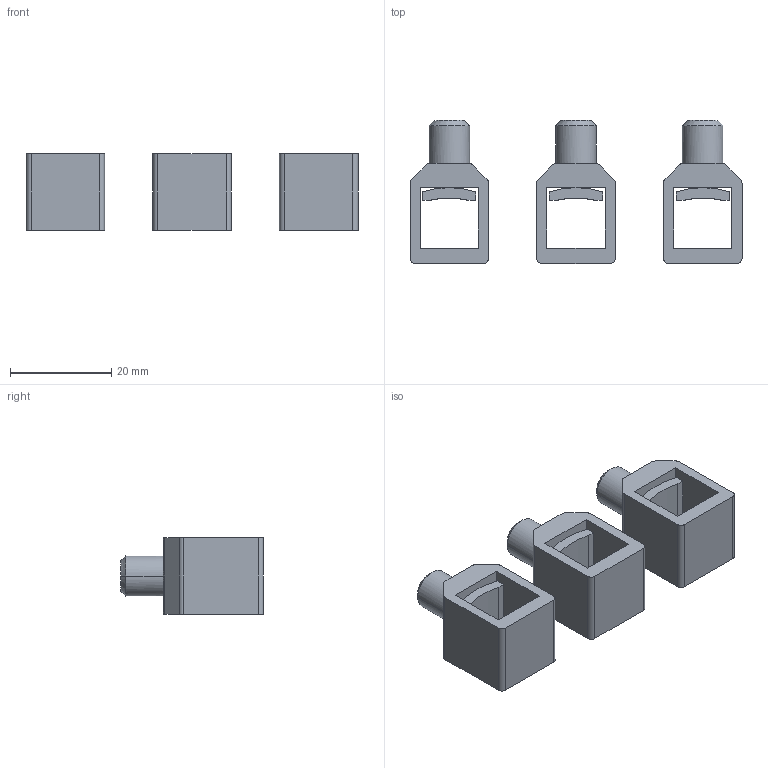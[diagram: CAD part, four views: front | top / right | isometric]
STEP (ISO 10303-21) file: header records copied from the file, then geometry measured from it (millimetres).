
FILE_DESCRIPTION(('CATIA V5 STEP Exchange'),'2;1');
FILE_NAME('1SDH001295R0046_1PA_001_00_XT1_3P_PLUG-IN_FCCuAl_SUP.stp','2014-11-11T15:19:40+00:00',('none'),('none'),'CATIA Version 5 Release 20 SP 1 (IN-10)','CATIA V5 STEP AP214','none');
FILE_SCHEMA(('AUTOMOTIVE_DESIGN { 1 0 10303 214 1 1 1 1 }'));
Length unit declared in the file: millimetre
Products named in the file (1): 1SDH001295R0046_1PA_001_00_XT1_3P_PLUG-IN_FCCuAl_SUP
Bounding box: 65.5 x 28.2 x 15 mm (x, y, z)
Volume: 8987.8 mm3; surface area: 7565.9 mm2
Topology: 6 solids, 6 shells, 96 faces, 246 edges, 162 vertices
Faces by surface type: plane 60, cylinder 30, cone 6
Entity records: 3447 total; most frequent: CARTESIAN_POINT 513, ORIENTED_EDGE 492, DIRECTION 370, EDGE_CURVE 246, VECTOR 168, LINE 168, VERTEX_POINT 162, AXIS2_PLACEMENT_3D 135
